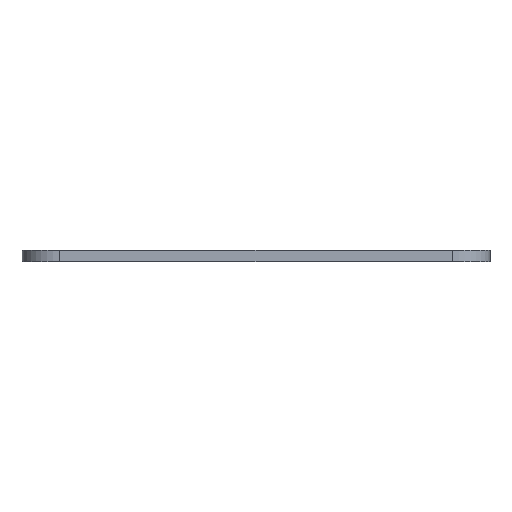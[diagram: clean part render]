
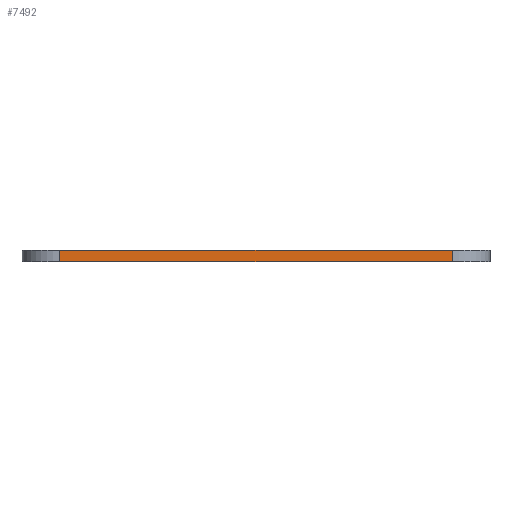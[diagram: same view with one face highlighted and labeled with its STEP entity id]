
A CAD part, front view. The second image highlights one B-rep face of the part: STEP entity #7492.
In plain terms, the highlighted planar face has unit normal (0, -1, 0).
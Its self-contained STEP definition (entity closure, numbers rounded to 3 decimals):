
#181=PLANE('',#7655);
#574=FACE_OUTER_BOUND('',#1002,.T.);
#1002=EDGE_LOOP('',(#6706,#6707,#6708,#6709));
#1541=LINE('',#15070,#2130);
#1576=LINE('',#15163,#2165);
#1577=LINE('',#15166,#2166);
#1578=LINE('',#15167,#2167);
#2130=VECTOR('',#8386,10.);
#2165=VECTOR('',#8461,10.);
#2166=VECTOR('',#8464,10.);
#2167=VECTOR('',#8465,10.);
#3422=VERTEX_POINT('',#15067);
#3423=VERTEX_POINT('',#15069);
#3461=VERTEX_POINT('',#15161);
#3462=VERTEX_POINT('',#15165);
#4511=EDGE_CURVE('',#3422,#3423,#1541,.T.);
#4555=EDGE_CURVE('',#3423,#3461,#1576,.T.);
#4556=EDGE_CURVE('',#3462,#3422,#1577,.T.);
#4557=EDGE_CURVE('',#3461,#3462,#1578,.T.);
#6706=ORIENTED_EDGE('',*,*,#4555,.F.);
#6707=ORIENTED_EDGE('',*,*,#4511,.F.);
#6708=ORIENTED_EDGE('',*,*,#4556,.F.);
#6709=ORIENTED_EDGE('',*,*,#4557,.F.);
#7492=ADVANCED_FACE('',(#574),#181,.T.);
#7655=AXIS2_PLACEMENT_3D('',#15164,#8462,#8463);
#8386=DIRECTION('',(-1.,0.,0.));
#8461=DIRECTION('',(0.,0.,1.));
#8462=DIRECTION('center_axis',(0.,-1.,0.));
#8463=DIRECTION('ref_axis',(1.,0.,0.));
#8464=DIRECTION('',(0.,0.,-1.));
#8465=DIRECTION('',(1.,0.,0.));
#15067=CARTESIAN_POINT('',(45.416,-67.877,0.));
#15069=CARTESIAN_POINT('',(-6.284,-67.877,0.));
#15070=CARTESIAN_POINT('',(50.416,-67.877,0.));
#15161=CARTESIAN_POINT('',(-6.284,-67.877,1.5));
#15163=CARTESIAN_POINT('',(-6.284,-67.877,0.));
#15164=CARTESIAN_POINT('Origin',(-11.284,-67.877,0.));
#15165=CARTESIAN_POINT('',(45.416,-67.877,1.5));
#15166=CARTESIAN_POINT('',(45.416,-67.877,0.));
#15167=CARTESIAN_POINT('',(50.416,-67.877,1.5));
